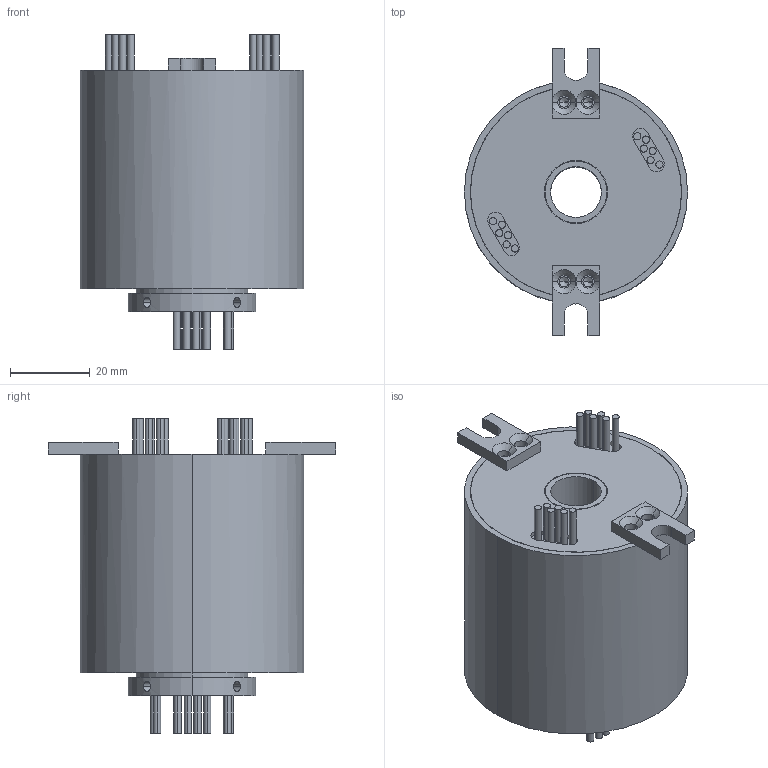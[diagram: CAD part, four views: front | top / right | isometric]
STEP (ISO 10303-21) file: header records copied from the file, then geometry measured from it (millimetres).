
FILE_DESCRIPTION (( 'STEP AP214' ), '1' );
FILE_NAME ('RT1256-P1210.STEP', '2020-07-16T03:19:37', ( 'admin321' ), ( '' ), 'SwSTEP 2.0', 'SolidWorks 2014', '' );
FILE_SCHEMA (( 'AUTOMOTIVE_DESIGN' ));
Length unit declared in the file: millimetre
Products named in the file (1): RT1256-P1210
Bounding box: 56 x 72 x 79 mm (x, y, z)
Volume: 132652.4 mm3; surface area: 21089 mm2
Topology: 1 solids, 1 shells, 204 faces, 466 edges, 292 vertices
Faces by surface type: cylinder 116, plane 72, cone 16
Entity records: 6255 total; most frequent: CARTESIAN_POINT 1251, DIRECTION 1092, ORIENTED_EDGE 916, EDGE_CURVE 458, AXIS2_PLACEMENT_3D 445, VERTEX_POINT 292, EDGE_LOOP 254, CIRCLE 240
